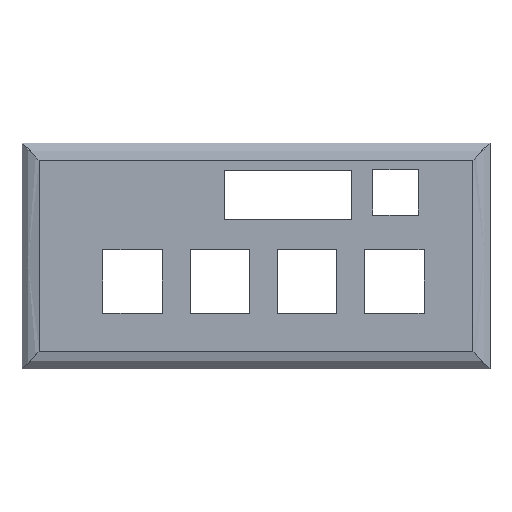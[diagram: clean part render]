
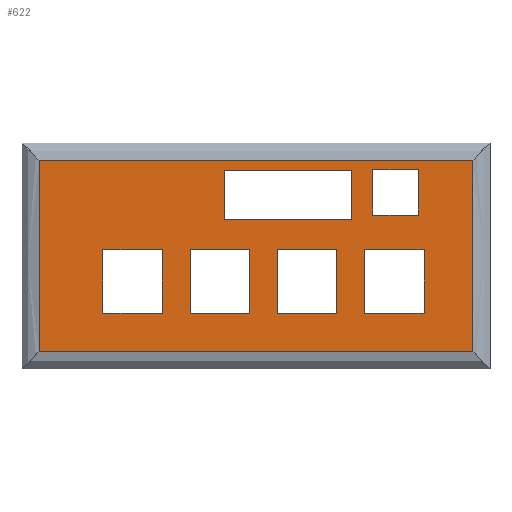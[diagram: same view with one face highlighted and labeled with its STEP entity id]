
A CAD part, top view. The second image highlights one B-rep face of the part: STEP entity #622.
In plain terms, the highlighted free-form (B-spline) face has degree [1, 1] with [2, 2] control points.
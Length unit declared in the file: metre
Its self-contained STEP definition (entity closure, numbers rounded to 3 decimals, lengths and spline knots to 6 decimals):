
#116=ORIENTED_EDGE('',*,*,#260,.T.);
#117=ORIENTED_EDGE('',*,*,#261,.T.);
#118=ORIENTED_EDGE('',*,*,#262,.T.);
#119=ORIENTED_EDGE('',*,*,#263,.T.);
#120=ORIENTED_EDGE('',*,*,#240,.F.);
#121=ORIENTED_EDGE('',*,*,#244,.T.);
#122=ORIENTED_EDGE('',*,*,#247,.T.);
#123=ORIENTED_EDGE('',*,*,#259,.F.);
#124=ORIENTED_EDGE('',*,*,#230,.F.);
#125=ORIENTED_EDGE('',*,*,#234,.T.);
#126=ORIENTED_EDGE('',*,*,#237,.T.);
#127=ORIENTED_EDGE('',*,*,#257,.F.);
#128=ORIENTED_EDGE('',*,*,#220,.F.);
#129=ORIENTED_EDGE('',*,*,#224,.T.);
#130=ORIENTED_EDGE('',*,*,#227,.T.);
#131=ORIENTED_EDGE('',*,*,#255,.F.);
#132=ORIENTED_EDGE('',*,*,#210,.F.);
#133=ORIENTED_EDGE('',*,*,#214,.T.);
#134=ORIENTED_EDGE('',*,*,#217,.T.);
#135=ORIENTED_EDGE('',*,*,#253,.F.);
#136=ORIENTED_EDGE('',*,*,#200,.F.);
#137=ORIENTED_EDGE('',*,*,#204,.T.);
#138=ORIENTED_EDGE('',*,*,#207,.T.);
#139=ORIENTED_EDGE('',*,*,#251,.F.);
#140=ORIENTED_EDGE('',*,*,#190,.F.);
#141=ORIENTED_EDGE('',*,*,#194,.T.);
#142=ORIENTED_EDGE('',*,*,#197,.T.);
#143=ORIENTED_EDGE('',*,*,#249,.F.);
#190=EDGE_CURVE('',#274,#275,#330,.T.);
#194=EDGE_CURVE('',#274,#277,#334,.T.);
#197=EDGE_CURVE('',#277,#279,#337,.T.);
#200=EDGE_CURVE('',#282,#283,#340,.T.);
#204=EDGE_CURVE('',#282,#285,#344,.T.);
#207=EDGE_CURVE('',#285,#287,#347,.T.);
#210=EDGE_CURVE('',#290,#291,#350,.T.);
#214=EDGE_CURVE('',#290,#293,#354,.T.);
#217=EDGE_CURVE('',#293,#295,#357,.T.);
#220=EDGE_CURVE('',#298,#299,#360,.T.);
#224=EDGE_CURVE('',#298,#301,#364,.T.);
#227=EDGE_CURVE('',#301,#303,#367,.T.);
#230=EDGE_CURVE('',#306,#307,#370,.T.);
#234=EDGE_CURVE('',#306,#309,#374,.T.);
#237=EDGE_CURVE('',#309,#311,#377,.T.);
#240=EDGE_CURVE('',#314,#315,#380,.T.);
#244=EDGE_CURVE('',#314,#317,#384,.T.);
#247=EDGE_CURVE('',#317,#319,#387,.T.);
#249=EDGE_CURVE('',#275,#279,#389,.T.);
#251=EDGE_CURVE('',#283,#287,#391,.T.);
#253=EDGE_CURVE('',#291,#295,#393,.T.);
#255=EDGE_CURVE('',#299,#303,#395,.T.);
#257=EDGE_CURVE('',#307,#311,#397,.T.);
#259=EDGE_CURVE('',#315,#319,#399,.T.);
#260=EDGE_CURVE('',#320,#321,#400,.T.);
#261=EDGE_CURVE('',#321,#322,#401,.T.);
#262=EDGE_CURVE('',#322,#323,#402,.F.);
#263=EDGE_CURVE('',#323,#320,#403,.F.);
#274=VERTEX_POINT('',#744);
#275=VERTEX_POINT('',#746);
#277=VERTEX_POINT('',#755);
#279=VERTEX_POINT('',#764);
#282=VERTEX_POINT('',#774);
#283=VERTEX_POINT('',#776);
#285=VERTEX_POINT('',#785);
#287=VERTEX_POINT('',#794);
#290=VERTEX_POINT('',#804);
#291=VERTEX_POINT('',#806);
#293=VERTEX_POINT('',#815);
#295=VERTEX_POINT('',#824);
#298=VERTEX_POINT('',#834);
#299=VERTEX_POINT('',#836);
#301=VERTEX_POINT('',#845);
#303=VERTEX_POINT('',#854);
#306=VERTEX_POINT('',#864);
#307=VERTEX_POINT('',#866);
#309=VERTEX_POINT('',#875);
#311=VERTEX_POINT('',#884);
#314=VERTEX_POINT('',#894);
#315=VERTEX_POINT('',#896);
#317=VERTEX_POINT('',#905);
#319=VERTEX_POINT('',#914);
#320=VERTEX_POINT('',#957);
#321=VERTEX_POINT('',#958);
#322=VERTEX_POINT('',#960);
#323=VERTEX_POINT('',#962);
#330=LINE('',#745,#410);
#334=LINE('',#756,#414);
#337=LINE('',#765,#417);
#340=LINE('',#775,#420);
#344=LINE('',#786,#424);
#347=LINE('',#795,#427);
#350=LINE('',#805,#430);
#354=LINE('',#816,#434);
#357=LINE('',#825,#437);
#360=LINE('',#835,#440);
#364=LINE('',#846,#444);
#367=LINE('',#855,#447);
#370=LINE('',#865,#450);
#374=LINE('',#876,#454);
#377=LINE('',#885,#457);
#380=LINE('',#895,#460);
#384=LINE('',#906,#464);
#387=LINE('',#915,#467);
#389=LINE('',#921,#469);
#391=LINE('',#927,#471);
#393=LINE('',#933,#473);
#395=LINE('',#939,#475);
#397=LINE('',#945,#477);
#399=LINE('',#951,#479);
#400=LINE('',#956,#480);
#401=LINE('',#959,#481);
#402=LINE('',#961,#482);
#403=LINE('',#963,#483);
#410=VECTOR('',#649,1.);
#414=VECTOR('',#653,1.);
#417=VECTOR('',#656,1.);
#420=VECTOR('',#659,1.);
#424=VECTOR('',#663,1.);
#427=VECTOR('',#666,1.);
#430=VECTOR('',#669,1.);
#434=VECTOR('',#673,1.);
#437=VECTOR('',#676,1.);
#440=VECTOR('',#679,1.);
#444=VECTOR('',#683,1.);
#447=VECTOR('',#686,1.);
#450=VECTOR('',#689,1.);
#454=VECTOR('',#693,1.);
#457=VECTOR('',#696,1.);
#460=VECTOR('',#699,1.);
#464=VECTOR('',#703,1.);
#467=VECTOR('',#706,1.);
#469=VECTOR('',#708,1.);
#471=VECTOR('',#710,1.);
#473=VECTOR('',#712,1.);
#475=VECTOR('',#714,1.);
#477=VECTOR('',#716,1.);
#479=VECTOR('',#718,1.);
#480=VECTOR('',#719,1.);
#481=VECTOR('',#720,1.);
#482=VECTOR('',#721,1.);
#483=VECTOR('',#722,1.);
#512=EDGE_LOOP('',(#116,#117,#118,#119));
#513=EDGE_LOOP('',(#120,#121,#122,#123));
#514=EDGE_LOOP('',(#124,#125,#126,#127));
#515=EDGE_LOOP('',(#128,#129,#130,#131));
#516=EDGE_LOOP('',(#132,#133,#134,#135));
#517=EDGE_LOOP('',(#136,#137,#138,#139));
#518=EDGE_LOOP('',(#140,#141,#142,#143));
#554=FACE_BOUND('',#512,.T.);
#555=FACE_BOUND('',#513,.T.);
#556=FACE_BOUND('',#514,.T.);
#557=FACE_BOUND('',#515,.T.);
#558=FACE_BOUND('',#516,.T.);
#559=FACE_BOUND('',#517,.T.);
#560=FACE_BOUND('',#518,.T.);
#596=B_SPLINE_SURFACE_WITH_KNOTS('',1,1,((#952,#953),(#954,#955)),
 .PLANE_SURF.,.F.,.F.,.F.,(2,2),(2,2),(0.,1.),(0.,1.),.UNSPECIFIED.);
#622=ADVANCED_FACE('',(#554,#555,#556,#557,#558,#559,#560),#596,.T.);
#649=DIRECTION('',(0.,-1.,0.));
#653=DIRECTION('',(1.,0.,0.));
#656=DIRECTION('',(0.,-1.,0.));
#659=DIRECTION('',(0.,-1.,0.));
#663=DIRECTION('',(1.,0.,0.));
#666=DIRECTION('',(0.,-1.,0.));
#669=DIRECTION('',(0.,-1.,0.));
#673=DIRECTION('',(1.,0.,0.));
#676=DIRECTION('',(0.,-1.,0.));
#679=DIRECTION('',(0.,-1.,0.));
#683=DIRECTION('',(1.,0.,0.));
#686=DIRECTION('',(0.,-1.,0.));
#689=DIRECTION('',(0.,-1.,0.));
#693=DIRECTION('',(1.,0.,0.));
#696=DIRECTION('',(0.,-1.,0.));
#699=DIRECTION('',(0.,-1.,0.));
#703=DIRECTION('',(1.,0.,0.));
#706=DIRECTION('',(0.,-1.,0.));
#708=DIRECTION('',(1.,0.,0.));
#710=DIRECTION('',(1.,0.,0.));
#712=DIRECTION('',(1.,0.,0.));
#714=DIRECTION('',(1.,0.,0.));
#716=DIRECTION('',(1.,0.,0.));
#718=DIRECTION('',(1.,0.,0.));
#719=DIRECTION('',(0.,1.,0.));
#720=DIRECTION('',(-1.,0.,0.));
#721=DIRECTION('',(0.,1.,0.));
#722=DIRECTION('',(-1.,0.,0.));
#744=CARTESIAN_POINT('',(0.027454,0.020319,0.0092));
#745=CARTESIAN_POINT('',(0.027454,0.014969,0.0092));
#746=CARTESIAN_POINT('',(0.027454,0.009619,0.0092));
#755=CARTESIAN_POINT('',(0.038154,0.020319,0.0092));
#756=CARTESIAN_POINT('',(0.032804,0.020319,0.0092));
#764=CARTESIAN_POINT('',(0.038154,0.009619,0.0092));
#765=CARTESIAN_POINT('',(0.038154,0.014969,0.0092));
#774=CARTESIAN_POINT('',(-0.0075,0.02,0.0092));
#775=CARTESIAN_POINT('',(-0.0075,0.01425,0.0092));
#776=CARTESIAN_POINT('',(-0.0075,0.0085,0.0092));
#785=CARTESIAN_POINT('',(0.0225,0.02,0.0092));
#786=CARTESIAN_POINT('',(0.0075,0.02,0.0092));
#794=CARTESIAN_POINT('',(0.0225,0.0085,0.0092));
#795=CARTESIAN_POINT('',(0.0225,0.01425,0.0092));
#804=CARTESIAN_POINT('',(0.0255,0.0015,0.0092));
#805=CARTESIAN_POINT('',(0.0255,-0.006,0.0092));
#806=CARTESIAN_POINT('',(0.0255,-0.0135,0.0092));
#815=CARTESIAN_POINT('',(0.0395,0.0015,0.0092));
#816=CARTESIAN_POINT('',(0.0325,0.0015,0.0092));
#824=CARTESIAN_POINT('',(0.0395,-0.0135,0.0092));
#825=CARTESIAN_POINT('',(0.0395,-0.006,0.0092));
#834=CARTESIAN_POINT('',(0.005,0.0015,0.0092));
#835=CARTESIAN_POINT('',(0.005,-0.006,0.0092));
#836=CARTESIAN_POINT('',(0.005,-0.0135,0.0092));
#845=CARTESIAN_POINT('',(0.019,0.0015,0.0092));
#846=CARTESIAN_POINT('',(0.012,0.0015,0.0092));
#854=CARTESIAN_POINT('',(0.019,-0.0135,0.0092));
#855=CARTESIAN_POINT('',(0.019,-0.006,0.0092));
#864=CARTESIAN_POINT('',(-0.0155,0.0015,0.0092));
#865=CARTESIAN_POINT('',(-0.0155,-0.006,0.0092));
#866=CARTESIAN_POINT('',(-0.0155,-0.0135,0.0092));
#875=CARTESIAN_POINT('',(-0.0015,0.0015,0.0092));
#876=CARTESIAN_POINT('',(-0.0085,0.0015,0.0092));
#884=CARTESIAN_POINT('',(-0.0015,-0.0135,0.0092));
#885=CARTESIAN_POINT('',(-0.0015,-0.006,0.0092));
#894=CARTESIAN_POINT('',(-0.036,0.0015,0.0092));
#895=CARTESIAN_POINT('',(-0.036,-0.006,0.0092));
#896=CARTESIAN_POINT('',(-0.036,-0.0135,0.0092));
#905=CARTESIAN_POINT('',(-0.022,0.0015,0.0092));
#906=CARTESIAN_POINT('',(-0.029,0.0015,0.0092));
#914=CARTESIAN_POINT('',(-0.022,-0.0135,0.0092));
#915=CARTESIAN_POINT('',(-0.022,-0.006,0.0092));
#921=CARTESIAN_POINT('',(0.032804,0.009619,0.0092));
#927=CARTESIAN_POINT('',(0.0075,0.0085,0.0092));
#933=CARTESIAN_POINT('',(0.0325,-0.0135,0.0092));
#939=CARTESIAN_POINT('',(0.012,-0.0135,0.0092));
#945=CARTESIAN_POINT('',(-0.0085,-0.0135,0.0092));
#951=CARTESIAN_POINT('',(-0.029,-0.0135,0.0092));
#952=CARTESIAN_POINT('',(-0.0561,-0.02475,0.0092));
#953=CARTESIAN_POINT('',(-0.0561,0.02475,0.0092));
#954=CARTESIAN_POINT('',(0.0561,-0.02475,0.0092));
#955=CARTESIAN_POINT('',(0.0561,0.02475,0.0092));
#956=CARTESIAN_POINT('',(0.051,0.0275,0.0092));
#957=CARTESIAN_POINT('',(0.051,-0.0225,0.0092));
#958=CARTESIAN_POINT('',(0.051,0.0225,0.0092));
#959=CARTESIAN_POINT('',(-0.056,0.0225,0.0092));
#960=CARTESIAN_POINT('',(-0.051,0.0225,0.0092));
#961=CARTESIAN_POINT('',(-0.051,0.,0.0092));
#962=CARTESIAN_POINT('',(-0.051,-0.0225,0.0092));
#963=CARTESIAN_POINT('',(0.,-0.0225,0.0092));
